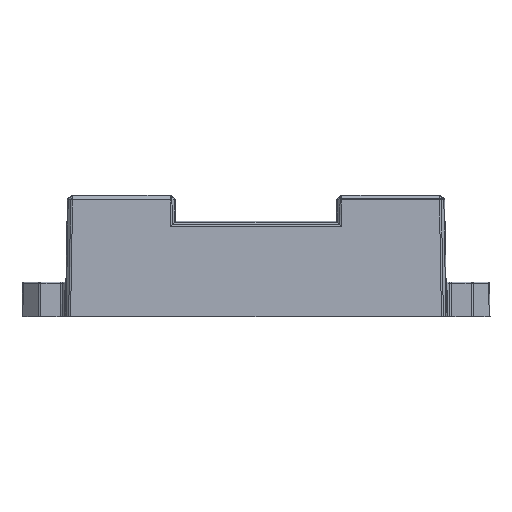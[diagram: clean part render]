
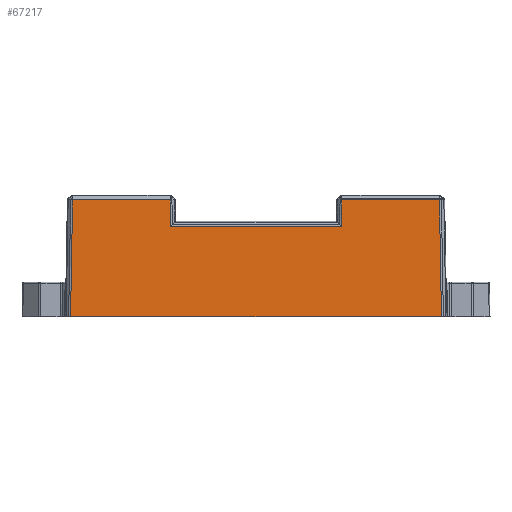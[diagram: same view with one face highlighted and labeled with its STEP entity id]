
A CAD part, top view. The second image highlights one B-rep face of the part: STEP entity #67217.
In plain terms, the highlighted planar face has unit normal (0, 0.018, 1).
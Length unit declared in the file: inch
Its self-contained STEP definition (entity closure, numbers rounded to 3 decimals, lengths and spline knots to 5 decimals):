
#2700 = LINE ( 'NONE', #54691, #91256 ) ;
#2739 = ORIENTED_EDGE ( 'NONE', *, *, #37726, .T. ) ;
#6268 = DIRECTION ( 'NONE',  ( -1., 0., 0. ) ) ;
#9330 = EDGE_CURVE ( 'NONE', #44251, #101869, #83495, .T. ) ;
#12607 = CARTESIAN_POINT ( 'NONE',  ( 0.61707, 0.65734, 0.61353 ) ) ;
#13264 = EDGE_CURVE ( 'NONE', #101869, #137370, #120030, .T. ) ;
#14677 = DIRECTION ( 'NONE',  ( -0.017, -1., 0.017 ) ) ;
#14795 = CARTESIAN_POINT ( 'NONE',  ( 0.61693, 0.64933, 0.61367 ) ) ;
#17642 = EDGE_LOOP ( 'NONE', ( #101122, #58120, #24342, #43598, #114975, #43905, #33708, #2739 ) ) ;
#24342 = ORIENTED_EDGE ( 'NONE', *, *, #13264, .T. ) ;
#29889 = VERTEX_POINT ( 'NONE', #121741 ) ;
#32173 = DIRECTION ( 'NONE',  ( -1., 0., 0. ) ) ;
#33266 = CARTESIAN_POINT ( 'NONE',  ( 0.62029, 0.8414, 0.61031 ) ) ;
#33708 = ORIENTED_EDGE ( 'NONE', *, *, #69402, .T. ) ;
#35246 = FACE_OUTER_BOUND ( 'NONE', #17642, .T. ) ;
#37726 = EDGE_CURVE ( 'NONE', #128051, #121020, #77313, .T. ) ;
#43598 = ORIENTED_EDGE ( 'NONE', *, *, #135350, .T. ) ;
#43905 = ORIENTED_EDGE ( 'NONE', *, *, #52427, .T. ) ;
#44251 = VERTEX_POINT ( 'NONE', #66608 ) ;
#45505 = DIRECTION ( 'NONE',  ( -1., 0., 0. ) ) ;
#46037 = VECTOR ( 'NONE', #6268, 39.37008 ) ;
#50290 = LINE ( 'NONE', #82667, #138252 ) ;
#52427 = EDGE_CURVE ( 'NONE', #133049, #101735, #2700, .T. ) ;
#52613 = CARTESIAN_POINT ( 'NONE',  ( -1.33731, 0., 0.625 ) ) ;
#52679 = DIRECTION ( 'NONE',  ( -0.017, 1., -0.017 ) ) ;
#53158 = AXIS2_PLACEMENT_3D ( 'NONE', #101270, #110422, #78130 ) ;
#53268 = LINE ( 'NONE', #128418, #55852 ) ;
#54691 = CARTESIAN_POINT ( 'NONE',  ( -1.32256, 0.84097, 0.61032 ) ) ;
#55852 = VECTOR ( 'NONE', #32173, 39.37008 ) ;
#58120 = ORIENTED_EDGE ( 'NONE', *, *, #9330, .T. ) ;
#58446 = PLANE ( 'NONE',  #53158 ) ;
#61207 = LINE ( 'NONE', #135620, #104600 ) ;
#66608 = CARTESIAN_POINT ( 'NONE',  ( 1.32263, 0.8414, 0.61031 ) ) ;
#66807 = CARTESIAN_POINT ( 'NONE',  ( 0., 0., 0.625 ) ) ;
#67217 = ADVANCED_FACE ( 'NONE', ( #35246 ), #58446, .T. ) ;
#69402 = EDGE_CURVE ( 'NONE', #101735, #128051, #102168, .T. ) ;
#75436 = CARTESIAN_POINT ( 'NONE',  ( 1.33731, 0., 0.625 ) ) ;
#75958 = VECTOR ( 'NONE', #136548, 39.37008 ) ;
#77313 = LINE ( 'NONE', #66807, #102996 ) ;
#78130 = DIRECTION ( 'NONE',  ( 0., -1., 0.017 ) ) ;
#82667 = CARTESIAN_POINT ( 'NONE',  ( 1.32256, 0.84533, 0.61024 ) ) ;
#83495 = LINE ( 'NONE', #137515, #46037 ) ;
#91256 = VECTOR ( 'NONE', #45505, 39.37008 ) ;
#91556 = CARTESIAN_POINT ( 'NONE',  ( -0.62029, 0.84097, 0.61032 ) ) ;
#91975 = EDGE_CURVE ( 'NONE', #29889, #133049, #61207, .T. ) ;
#101122 = ORIENTED_EDGE ( 'NONE', *, *, #124677, .T. ) ;
#101270 = CARTESIAN_POINT ( 'NONE',  ( 0., 0., 0.625 ) ) ;
#101735 = VERTEX_POINT ( 'NONE', #121265 ) ;
#101869 = VERTEX_POINT ( 'NONE', #33266 ) ;
#102168 = LINE ( 'NONE', #134485, #75958 ) ;
#102996 = VECTOR ( 'NONE', #109626, 39.37008 ) ;
#104600 = VECTOR ( 'NONE', #52679, 39.37008 ) ;
#109626 = DIRECTION ( 'NONE',  ( 1., 0., 0. ) ) ;
#110422 = DIRECTION ( 'NONE',  ( 0., 0.017, 1. ) ) ;
#114975 = ORIENTED_EDGE ( 'NONE', *, *, #91975, .T. ) ;
#115592 = DIRECTION ( 'NONE',  ( -0.017, 1., -0.017 ) ) ;
#119822 = VECTOR ( 'NONE', #14677, 39.37008 ) ;
#120030 = LINE ( 'NONE', #12607, #119822 ) ;
#121020 = VERTEX_POINT ( 'NONE', #75436 ) ;
#121265 = CARTESIAN_POINT ( 'NONE',  ( -1.32263, 0.84097, 0.61032 ) ) ;
#121741 = CARTESIAN_POINT ( 'NONE',  ( -0.61694, 0.64933, 0.61367 ) ) ;
#124677 = EDGE_CURVE ( 'NONE', #121020, #44251, #50290, .T. ) ;
#128051 = VERTEX_POINT ( 'NONE', #52613 ) ;
#128418 = CARTESIAN_POINT ( 'NONE',  ( -0.60893, 0.64933, 0.61367 ) ) ;
#133049 = VERTEX_POINT ( 'NONE', #91556 ) ;
#134485 = CARTESIAN_POINT ( 'NONE',  ( -1.33731, -0.00014, 0.625 ) ) ;
#135350 = EDGE_CURVE ( 'NONE', #137370, #29889, #53268, .T. ) ;
#135620 = CARTESIAN_POINT ( 'NONE',  ( -0.62035, 0.84481, 0.61025 ) ) ;
#136548 = DIRECTION ( 'NONE',  ( -0.017, -1., 0.017 ) ) ;
#137370 = VERTEX_POINT ( 'NONE', #14795 ) ;
#137515 = CARTESIAN_POINT ( 'NONE',  ( 0.62036, 0.8414, 0.61031 ) ) ;
#138252 = VECTOR ( 'NONE', #115592, 39.37008 ) ;
